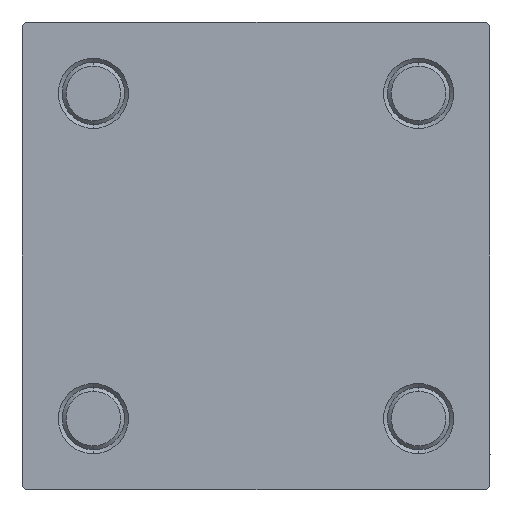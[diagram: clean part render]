
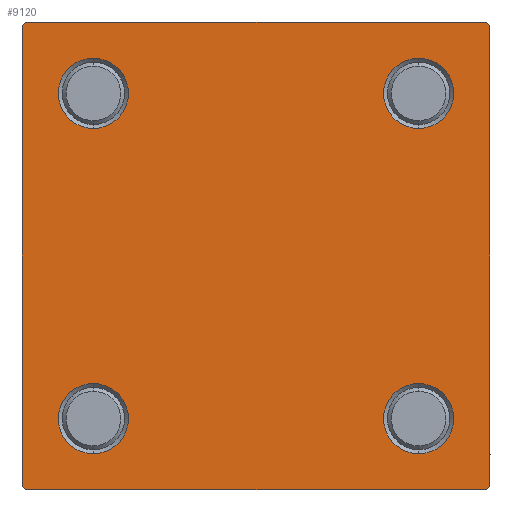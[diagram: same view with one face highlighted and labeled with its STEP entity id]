
A CAD part, left-side view. The second image highlights one B-rep face of the part: STEP entity #9120.
In plain terms, the highlighted planar face has unit normal (-1, 0, 0).
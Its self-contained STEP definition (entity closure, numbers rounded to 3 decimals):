
#498 = CIRCLE ( 'NONE', #34432, 4.5 ) ;
#1060 = CIRCLE ( 'NONE', #16403, 4.5 ) ;
#1199 = EDGE_CURVE ( 'NONE', #26539, #36416, #33198, .T. ) ;
#1999 = ORIENTED_EDGE ( 'NONE', *, *, #1199, .T. ) ;
#2126 = DIRECTION ( 'NONE',  ( 1., 0., 0. ) ) ;
#2421 = FACE_BOUND ( 'NONE', #6589, .T. ) ;
#2607 = AXIS2_PLACEMENT_3D ( 'NONE', #48728, #14825, #7228 ) ;
#2816 = CARTESIAN_POINT ( 'NONE',  ( 0., -30., -29.5 ) ) ;
#2919 = VECTOR ( 'NONE', #29576, 1000. ) ;
#3046 = CARTESIAN_POINT ( 'NONE',  ( 0., -20.85, 25.35 ) ) ;
#3100 = ORIENTED_EDGE ( 'NONE', *, *, #42082, .T. ) ;
#3312 = ORIENTED_EDGE ( 'NONE', *, *, #20610, .T. ) ;
#3595 = VECTOR ( 'NONE', #23983, 1000. ) ;
#3669 = VERTEX_POINT ( 'NONE', #17748 ) ;
#3767 = VERTEX_POINT ( 'NONE', #22788 ) ;
#3822 = ORIENTED_EDGE ( 'NONE', *, *, #21783, .T. ) ;
#4513 = LINE ( 'NONE', #35628, #3595 ) ;
#4556 = VECTOR ( 'NONE', #18084, 1000. ) ;
#5374 = EDGE_CURVE ( 'NONE', #3669, #29117, #45976, .T. ) ;
#5389 = CARTESIAN_POINT ( 'NONE',  ( 0., 20.85, 25.35 ) ) ;
#5775 = LINE ( 'NONE', #25269, #30531 ) ;
#5990 = ORIENTED_EDGE ( 'NONE', *, *, #17599, .T. ) ;
#6170 = DIRECTION ( 'NONE',  ( 0., 0., 1. ) ) ;
#6589 = EDGE_LOOP ( 'NONE', ( #3312, #5990 ) ) ;
#6725 = FACE_OUTER_BOUND ( 'NONE', #38724, .T. ) ;
#6956 = CARTESIAN_POINT ( 'NONE',  ( 0., 30., 30. ) ) ;
#6975 = CARTESIAN_POINT ( 'NONE',  ( 0., 0., 0. ) ) ;
#7228 = DIRECTION ( 'NONE',  ( 0., 0., 1. ) ) ;
#7602 = EDGE_CURVE ( 'NONE', #26539, #20886, #15298, .T. ) ;
#7756 = VERTEX_POINT ( 'NONE', #5389 ) ;
#8202 = DIRECTION ( 'NONE',  ( 0., 0., 1. ) ) ;
#8484 = EDGE_CURVE ( 'NONE', #34013, #10530, #48678, .T. ) ;
#9120 = ADVANCED_FACE ( 'NONE', ( #37094, #2421, #41893, #17851, #6725 ), #30249, .T. ) ;
#10172 = CARTESIAN_POINT ( 'NONE',  ( 0., -29.75, 29.75 ) ) ;
#10181 = AXIS2_PLACEMENT_3D ( 'NONE', #20032, #27148, #35244 ) ;
#10210 = CARTESIAN_POINT ( 'NONE',  ( 0., -20.85, -20.85 ) ) ;
#10405 = VERTEX_POINT ( 'NONE', #33236 ) ;
#10530 = VERTEX_POINT ( 'NONE', #13212 ) ;
#11499 = DIRECTION ( 'NONE',  ( 0., 0., -1. ) ) ;
#11498 = CIRCLE ( 'NONE', #2607, 4.5 ) ;
#12110 = CARTESIAN_POINT ( 'NONE',  ( 0., 29.5, -30. ) ) ;
#12528 = CIRCLE ( 'NONE', #36762, 4.5 ) ;
#12730 = AXIS2_PLACEMENT_3D ( 'NONE', #28092, #46827, #42545 ) ;
#13212 = CARTESIAN_POINT ( 'NONE',  ( 0., 20.85, -16.35 ) ) ;
#13829 = ORIENTED_EDGE ( 'NONE', *, *, #7602, .F. ) ;
#14825 = DIRECTION ( 'NONE',  ( 1., 0., 0. ) ) ;
#15298 = LINE ( 'NONE', #30725, #17138 ) ;
#15823 = CIRCLE ( 'NONE', #10181, 4.5 ) ;
#16403 = AXIS2_PLACEMENT_3D ( 'NONE', #41027, #37224, #20687 ) ;
#17138 = VECTOR ( 'NONE', #11499, 1000. ) ;
#17537 = CARTESIAN_POINT ( 'NONE',  ( 0., 20.85, -20.85 ) ) ;
#17599 = EDGE_CURVE ( 'NONE', #10405, #28699, #12528, .T. ) ;
#17748 = CARTESIAN_POINT ( 'NONE',  ( 0., 29.5, 30. ) ) ;
#17851 = FACE_BOUND ( 'NONE', #44012, .T. ) ;
#18044 = EDGE_CURVE ( 'NONE', #28036, #3767, #30273, .T. ) ;
#18084 = DIRECTION ( 'NONE',  ( 0., 0., -1. ) ) ;
#20032 = CARTESIAN_POINT ( 'NONE',  ( 0., -20.85, 20.85 ) ) ;
#20156 = ORIENTED_EDGE ( 'NONE', *, *, #8484, .T. ) ;
#20401 = AXIS2_PLACEMENT_3D ( 'NONE', #21031, #20793, #32946 ) ;
#20610 = EDGE_CURVE ( 'NONE', #28699, #10405, #498, .T. ) ;
#20687 = DIRECTION ( 'NONE',  ( 0., 0., 1. ) ) ;
#20793 = DIRECTION ( 'NONE',  ( 1., 0., 0. ) ) ;
#20886 = VERTEX_POINT ( 'NONE', #2816 ) ;
#21031 = CARTESIAN_POINT ( 'NONE',  ( 0., -20.85, 20.85 ) ) ;
#21105 = EDGE_CURVE ( 'NONE', #3767, #20886, #48806, .T. ) ;
#21193 = DIRECTION ( 'NONE',  ( 0., -0.707, -0.707 ) ) ;
#21783 = EDGE_CURVE ( 'NONE', #10530, #34013, #28900, .T. ) ;
#22580 = ORIENTED_EDGE ( 'NONE', *, *, #30462, .T. ) ;
#22788 = CARTESIAN_POINT ( 'NONE',  ( 0., -29.5, -30. ) ) ;
#23983 = DIRECTION ( 'NONE',  ( 0., -1., 0. ) ) ;
#25269 = CARTESIAN_POINT ( 'NONE',  ( 0., 29.75, -29.75 ) ) ;
#25480 = CARTESIAN_POINT ( 'NONE',  ( 0., 30., -30. ) ) ;
#25613 = DIRECTION ( 'NONE',  ( 0., 0.707, 0.707 ) ) ;
#26539 = VERTEX_POINT ( 'NONE', #33257 ) ;
#26723 = EDGE_CURVE ( 'NONE', #45559, #40663, #47083, .T. ) ;
#26728 = ORIENTED_EDGE ( 'NONE', *, *, #46669, .T. ) ;
#26874 = AXIS2_PLACEMENT_3D ( 'NONE', #17537, #44358, #43865 ) ;
#26952 = CARTESIAN_POINT ( 'NONE',  ( 0., -20.85, -20.85 ) ) ;
#27148 = DIRECTION ( 'NONE',  ( 1., 0., 0. ) ) ;
#27842 = ORIENTED_EDGE ( 'NONE', *, *, #21105, .T. ) ;
#27843 = ORIENTED_EDGE ( 'NONE', *, *, #26723, .T. ) ;
#28036 = VERTEX_POINT ( 'NONE', #12110 ) ;
#28092 = CARTESIAN_POINT ( 'NONE',  ( 0., 20.85, -20.85 ) ) ;
#28699 = VERTEX_POINT ( 'NONE', #28918 ) ;
#28900 = CIRCLE ( 'NONE', #12730, 4.5 ) ;
#28918 = CARTESIAN_POINT ( 'NONE',  ( 0., -20.85, -16.35 ) ) ;
#29117 = VERTEX_POINT ( 'NONE', #46056 ) ;
#29576 = DIRECTION ( 'NONE',  ( 0., -0.707, 0.707 ) ) ;
#30122 = EDGE_LOOP ( 'NONE', ( #3822, #20156 ) ) ;
#30249 = PLANE ( 'NONE',  #33373 ) ;
#30273 = LINE ( 'NONE', #25480, #33555 ) ;
#30462 = EDGE_CURVE ( 'NONE', #7756, #41981, #11498, .T. ) ;
#30526 = DIRECTION ( 'NONE',  ( 0., -1., 0. ) ) ;
#30531 = VECTOR ( 'NONE', #21193, 1000. ) ;
#30725 = CARTESIAN_POINT ( 'NONE',  ( 0., -30., 30. ) ) ;
#31029 = DIRECTION ( 'NONE',  ( 0., 0.707, -0.707 ) ) ;
#31205 = EDGE_CURVE ( 'NONE', #41981, #7756, #1060, .T. ) ;
#31320 = ORIENTED_EDGE ( 'NONE', *, *, #39404, .T. ) ;
#31419 = CARTESIAN_POINT ( 'NONE',  ( 0., -20.85, 16.35 ) ) ;
#32946 = DIRECTION ( 'NONE',  ( 0., 0., 1. ) ) ;
#33169 = ORIENTED_EDGE ( 'NONE', *, *, #31205, .T. ) ;
#33198 = LINE ( 'NONE', #10172, #40381 ) ;
#33236 = CARTESIAN_POINT ( 'NONE',  ( 0., -20.85, -25.35 ) ) ;
#33257 = CARTESIAN_POINT ( 'NONE',  ( 0., -30., 29.5 ) ) ;
#33291 = DIRECTION ( 'NONE',  ( 0., 0., 1. ) ) ;
#33373 = AXIS2_PLACEMENT_3D ( 'NONE', #6975, #45942, #33291 ) ;
#33534 = LINE ( 'NONE', #6956, #4556 ) ;
#33555 = VECTOR ( 'NONE', #30526, 1000. ) ;
#33947 = EDGE_CURVE ( 'NONE', #3669, #36416, #4513, .T. ) ;
#34013 = VERTEX_POINT ( 'NONE', #48692 ) ;
#34124 = VERTEX_POINT ( 'NONE', #39805 ) ;
#34432 = AXIS2_PLACEMENT_3D ( 'NONE', #10210, #2126, #6170 ) ;
#34940 = ORIENTED_EDGE ( 'NONE', *, *, #18044, .T. ) ;
#35244 = DIRECTION ( 'NONE',  ( 0., 0., 1. ) ) ;
#35628 = CARTESIAN_POINT ( 'NONE',  ( 0., 30., 30. ) ) ;
#36416 = VERTEX_POINT ( 'NONE', #46253 ) ;
#36762 = AXIS2_PLACEMENT_3D ( 'NONE', #26952, #42880, #8202 ) ;
#37094 = FACE_BOUND ( 'NONE', #45809, .T. ) ;
#37224 = DIRECTION ( 'NONE',  ( 1., 0., 0. ) ) ;
#38724 = EDGE_LOOP ( 'NONE', ( #31320, #26728, #34940, #27842, #13829, #1999, #48590, #41973 ) ) ;
#39404 = EDGE_CURVE ( 'NONE', #29117, #34124, #33534, .T. ) ;
#39805 = CARTESIAN_POINT ( 'NONE',  ( 0., 30., -29.5 ) ) ;
#40381 = VECTOR ( 'NONE', #25613, 1000. ) ;
#40663 = VERTEX_POINT ( 'NONE', #31419 ) ;
#41027 = CARTESIAN_POINT ( 'NONE',  ( 0., 20.85, 20.85 ) ) ;
#41893 = FACE_BOUND ( 'NONE', #30122, .T. ) ;
#41973 = ORIENTED_EDGE ( 'NONE', *, *, #5374, .T. ) ;
#41981 = VERTEX_POINT ( 'NONE', #49165 ) ;
#42082 = EDGE_CURVE ( 'NONE', #40663, #45559, #15823, .T. ) ;
#42174 = CARTESIAN_POINT ( 'NONE',  ( 0., 29.75, 29.75 ) ) ;
#42545 = DIRECTION ( 'NONE',  ( 0., 0., 1. ) ) ;
#42880 = DIRECTION ( 'NONE',  ( 1., 0., 0. ) ) ;
#43865 = DIRECTION ( 'NONE',  ( 0., 0., 1. ) ) ;
#44012 = EDGE_LOOP ( 'NONE', ( #22580, #33169 ) ) ;
#44358 = DIRECTION ( 'NONE',  ( 1., 0., 0. ) ) ;
#45559 = VERTEX_POINT ( 'NONE', #3046 ) ;
#45809 = EDGE_LOOP ( 'NONE', ( #27843, #3100 ) ) ;
#45942 = DIRECTION ( 'NONE',  ( -1., 0., 0. ) ) ;
#45976 = LINE ( 'NONE', #42174, #47782 ) ;
#46056 = CARTESIAN_POINT ( 'NONE',  ( 0., 30., 29.5 ) ) ;
#46253 = CARTESIAN_POINT ( 'NONE',  ( 0., -29.5, 30. ) ) ;
#46669 = EDGE_CURVE ( 'NONE', #34124, #28036, #5775, .T. ) ;
#46827 = DIRECTION ( 'NONE',  ( 1., 0., 0. ) ) ;
#47083 = CIRCLE ( 'NONE', #20401, 4.5 ) ;
#47782 = VECTOR ( 'NONE', #31029, 1000. ) ;
#48590 = ORIENTED_EDGE ( 'NONE', *, *, #33947, .F. ) ;
#48678 = CIRCLE ( 'NONE', #26874, 4.5 ) ;
#48692 = CARTESIAN_POINT ( 'NONE',  ( 0., 20.85, -25.35 ) ) ;
#48728 = CARTESIAN_POINT ( 'NONE',  ( 0., 20.85, 20.85 ) ) ;
#48806 = LINE ( 'NONE', #49058, #2919 ) ;
#49058 = CARTESIAN_POINT ( 'NONE',  ( 0., -29.75, -29.75 ) ) ;
#49165 = CARTESIAN_POINT ( 'NONE',  ( 0., 20.85, 16.35 ) ) ;
